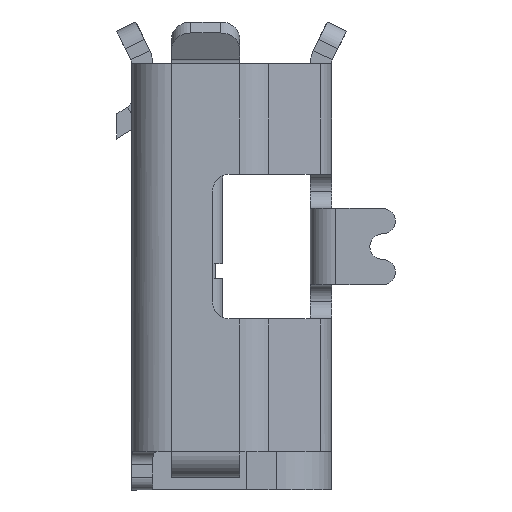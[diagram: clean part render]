
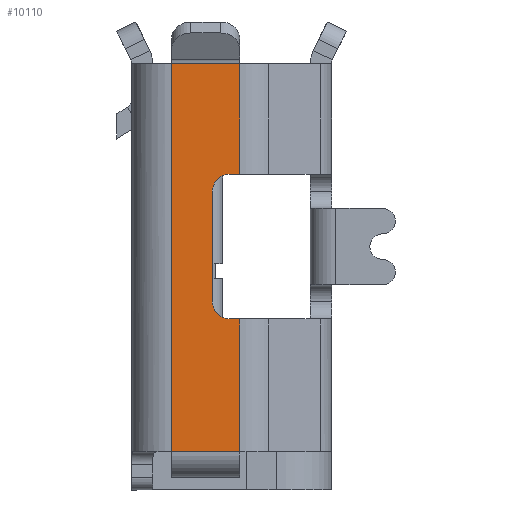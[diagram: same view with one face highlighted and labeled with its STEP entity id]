
A CAD part, left-side view. The second image highlights one B-rep face of the part: STEP entity #10110.
In plain terms, the highlighted planar face has unit normal (-1, 0, 0).
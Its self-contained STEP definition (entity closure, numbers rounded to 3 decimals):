
#252 = ORIENTED_EDGE ( 'NONE', *, *, #9155, .T. ) ;
#263 = DIRECTION ( 'NONE',  ( 0., 0., -1. ) ) ;
#386 = CARTESIAN_POINT ( 'NONE',  ( -3.7, 2.74, 0.1 ) ) ;
#1006 = CARTESIAN_POINT ( 'NONE',  ( -3.7, 4.5, -0.22 ) ) ;
#1164 = ORIENTED_EDGE ( 'NONE', *, *, #6566, .F. ) ;
#1312 = CARTESIAN_POINT ( 'NONE',  ( -3.7, 5.8, -0.02 ) ) ;
#1363 = DIRECTION ( 'NONE',  ( 0., 0., 1. ) ) ;
#1554 = AXIS2_PLACEMENT_3D ( 'NONE', #1312, #4069, #16102 ) ;
#1709 = DIRECTION ( 'NONE',  ( 1., 0., 0. ) ) ;
#2143 = EDGE_CURVE ( 'NONE', #14598, #8815, #14665, .T. ) ;
#2227 = VECTOR ( 'NONE', #1363, 1000. ) ;
#2385 = VERTEX_POINT ( 'NONE', #4293 ) ;
#2427 = ORIENTED_EDGE ( 'NONE', *, *, #14255, .T. ) ;
#2776 = CARTESIAN_POINT ( 'NONE',  ( -3.7, 7.3, 0.1 ) ) ;
#2783 = DIRECTION ( 'NONE',  ( 0., 1., 0. ) ) ;
#3328 = VERTEX_POINT ( 'NONE', #1006 ) ;
#3502 = VECTOR ( 'NONE', #4634, 1000. ) ;
#3564 = LINE ( 'NONE', #13206, #7576 ) ;
#4069 = DIRECTION ( 'NONE',  ( 1., 0., 0. ) ) ;
#4133 = CARTESIAN_POINT ( 'NONE',  ( -3.7, 6., -0.02 ) ) ;
#4293 = CARTESIAN_POINT ( 'NONE',  ( -3.7, 6., 0.1 ) ) ;
#4634 = DIRECTION ( 'NONE',  ( 0., -1., 0. ) ) ;
#4898 = EDGE_CURVE ( 'NONE', #8815, #2385, #3564, .T. ) ;
#4934 = DIRECTION ( 'NONE',  ( 0., 1., 0. ) ) ;
#5212 = EDGE_CURVE ( 'NONE', #10439, #14545, #10398, .T. ) ;
#5394 = ORIENTED_EDGE ( 'NONE', *, *, #10744, .T. ) ;
#5984 = VECTOR ( 'NONE', #11772, 1000. ) ;
#6365 = VECTOR ( 'NONE', #2783, 1000. ) ;
#6473 = CARTESIAN_POINT ( 'NONE',  ( -3.7, 4.3, -0.22 ) ) ;
#6499 = ORIENTED_EDGE ( 'NONE', *, *, #5212, .F. ) ;
#6566 = EDGE_CURVE ( 'NONE', #6611, #14712, #7533, .T. ) ;
#6611 = VERTEX_POINT ( 'NONE', #16262 ) ;
#6800 = VECTOR ( 'NONE', #10042, 1000. ) ;
#6864 = EDGE_CURVE ( 'NONE', #14598, #3328, #16803, .T. ) ;
#6942 = CARTESIAN_POINT ( 'NONE',  ( -3.7, 2.29, 0.1 ) ) ;
#7533 = LINE ( 'NONE', #6473, #2227 ) ;
#7576 = VECTOR ( 'NONE', #9176, 1000. ) ;
#7992 = AXIS2_PLACEMENT_3D ( 'NONE', #12403, #10559, #12336 ) ;
#8056 = EDGE_CURVE ( 'NONE', #16224, #14852, #13177, .T. ) ;
#8815 = VERTEX_POINT ( 'NONE', #4133 ) ;
#9044 = VECTOR ( 'NONE', #16376, 1000. ) ;
#9070 = CARTESIAN_POINT ( 'NONE',  ( -3.7, 2.29, 0.1 ) ) ;
#9155 = EDGE_CURVE ( 'NONE', #2385, #14545, #16062, .T. ) ;
#9176 = DIRECTION ( 'NONE',  ( 0., 0., 1. ) ) ;
#9406 = ORIENTED_EDGE ( 'NONE', *, *, #16651, .F. ) ;
#9967 = CARTESIAN_POINT ( 'NONE',  ( -3.7, 4.3, 0.1 ) ) ;
#10042 = DIRECTION ( 'NONE',  ( 0., 0., 1. ) ) ;
#10110 = ADVANCED_FACE ( 'NONE', ( #11364 ), #13583, .F. ) ;
#10398 = LINE ( 'NONE', #14022, #6800 ) ;
#10439 = VERTEX_POINT ( 'NONE', #11858 ) ;
#10460 = CARTESIAN_POINT ( 'NONE',  ( -3.7, 2.74, 0.1 ) ) ;
#10559 = DIRECTION ( 'NONE',  ( 1., 0., 0. ) ) ;
#10744 = EDGE_CURVE ( 'NONE', #16224, #14712, #12245, .T. ) ;
#11364 = FACE_OUTER_BOUND ( 'NONE', #14400, .T. ) ;
#11772 = DIRECTION ( 'NONE',  ( 0., 0., -1. ) ) ;
#11840 = VECTOR ( 'NONE', #4934, 1000. ) ;
#11858 = CARTESIAN_POINT ( 'NONE',  ( -3.7, 7.3, -0.7 ) ) ;
#12245 = LINE ( 'NONE', #6942, #9044 ) ;
#12336 = DIRECTION ( 'NONE',  ( 0., 0., -1. ) ) ;
#12403 = CARTESIAN_POINT ( 'NONE',  ( -3.7, 2.29, 0.1 ) ) ;
#12558 = ORIENTED_EDGE ( 'NONE', *, *, #2143, .T. ) ;
#13177 = LINE ( 'NONE', #10460, #5984 ) ;
#13206 = CARTESIAN_POINT ( 'NONE',  ( -3.7, 6., -0.22 ) ) ;
#13411 = CARTESIAN_POINT ( 'NONE',  ( -3.7, 2.29, -0.7 ) ) ;
#13583 = PLANE ( 'NONE',  #7992 ) ;
#13878 = ORIENTED_EDGE ( 'NONE', *, *, #4898, .T. ) ;
#14022 = CARTESIAN_POINT ( 'NONE',  ( -3.7, 7.3, 0.1 ) ) ;
#14255 = EDGE_CURVE ( 'NONE', #6611, #3328, #16063, .T. ) ;
#14400 = EDGE_LOOP ( 'NONE', ( #15503, #5394, #1164, #2427, #15919, #12558, #13878, #252, #6499, #9406 ) ) ;
#14545 = VERTEX_POINT ( 'NONE', #2776 ) ;
#14598 = VERTEX_POINT ( 'NONE', #16400 ) ;
#14665 = CIRCLE ( 'NONE', #1554, 0.2 ) ;
#14712 = VERTEX_POINT ( 'NONE', #9967 ) ;
#14852 = VERTEX_POINT ( 'NONE', #16821 ) ;
#15503 = ORIENTED_EDGE ( 'NONE', *, *, #8056, .F. ) ;
#15678 = LINE ( 'NONE', #13411, #6365 ) ;
#15919 = ORIENTED_EDGE ( 'NONE', *, *, #6864, .F. ) ;
#16062 = LINE ( 'NONE', #9070, #11840 ) ;
#16063 = CIRCLE ( 'NONE', #16313, 0.2 ) ;
#16102 = DIRECTION ( 'NONE',  ( 0., 0., -1. ) ) ;
#16224 = VERTEX_POINT ( 'NONE', #386 ) ;
#16262 = CARTESIAN_POINT ( 'NONE',  ( -3.7, 4.3, -0.02 ) ) ;
#16313 = AXIS2_PLACEMENT_3D ( 'NONE', #16655, #1709, #263 ) ;
#16376 = DIRECTION ( 'NONE',  ( 0., 1., 0. ) ) ;
#16400 = CARTESIAN_POINT ( 'NONE',  ( -3.7, 5.8, -0.22 ) ) ;
#16651 = EDGE_CURVE ( 'NONE', #14852, #10439, #15678, .T. ) ;
#16655 = CARTESIAN_POINT ( 'NONE',  ( -3.7, 4.5, -0.02 ) ) ;
#16731 = CARTESIAN_POINT ( 'NONE',  ( -3.7, 6., -0.22 ) ) ;
#16803 = LINE ( 'NONE', #16731, #3502 ) ;
#16821 = CARTESIAN_POINT ( 'NONE',  ( -3.7, 2.74, -0.7 ) ) ;
